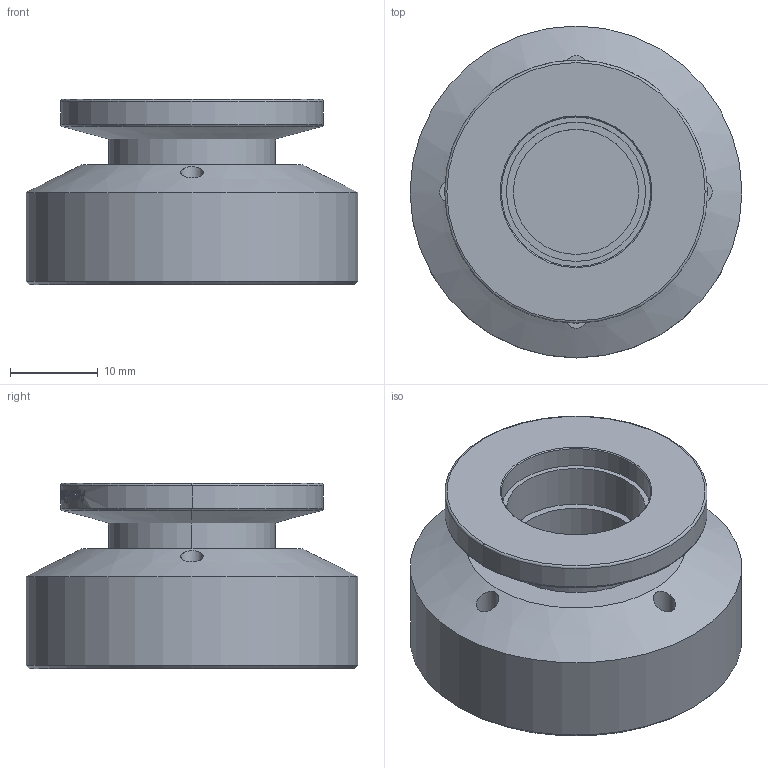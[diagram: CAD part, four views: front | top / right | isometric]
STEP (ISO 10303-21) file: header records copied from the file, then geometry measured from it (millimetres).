
FILE_DESCRIPTION(/* description */ ('Alibre Inc.'),/* implementation_level */ '2;1');
FILE_NAME(/* name */ 'export0',/* time_stamp */ '2009-03-18T16:30:48-07:00',/* author */ (''),/* organization */ (''),/* preprocessor_version */ 'ST-DEVELOPER v10',/* originating_system */ 'Alibre',/* authorisation */ '');
FILE_SCHEMA (('CONFIG_CONTROL_DESIGN'));
Length unit declared in the file: centimetre
Products named in the file (1): ID_1
Bounding box: 37.85 x 37.85 x 21.12 mm (x, y, z)
Volume: 14073.5 mm3; surface area: 7259.3 mm2
Topology: 1 solids, 5 shells, 509 faces, 1255 edges, 802 vertices
Faces by surface type: plane 192, bspline 139, cone 85, cylinder 84, torus 8, sphere 1
Full cylindrical faces by diameter (mm): 2.551 x4, 3.785 x4, 14.275 x1, 15.545 x1, 15.875 x1, 21.641 x1, 22.2 x1, 22.606 x1, 37.846 x1
Entity records: 36163 total; most frequent: CARTESIAN_POINT 25812, ORIENTED_EDGE 2412, DIRECTION 1489, EDGE_CURVE 1206, VERTEX_POINT 782, AXIS2_PLACEMENT_3D 691, EDGE_LOOP 592, FACE_BOUND 592
